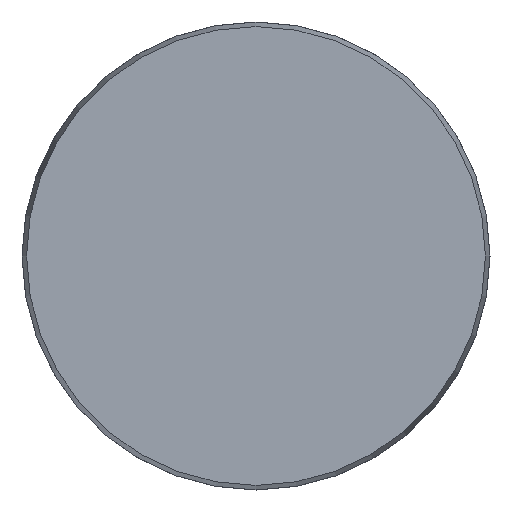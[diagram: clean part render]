
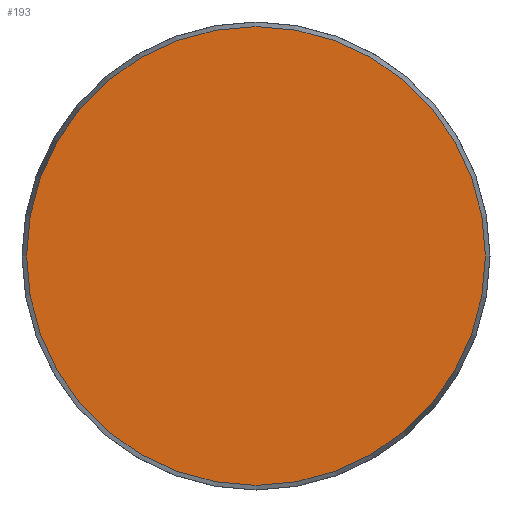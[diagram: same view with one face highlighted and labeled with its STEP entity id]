
A CAD part, front view. The second image highlights one B-rep face of the part: STEP entity #193.
In plain terms, the highlighted planar face has unit normal (0, -1, 0).
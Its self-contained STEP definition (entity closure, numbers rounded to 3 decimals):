
#42 = CIRCLE ( 'NONE', #475, 28.425 ) ;
#53 = CARTESIAN_POINT ( 'NONE',  ( 0., 0., 0. ) ) ;
#81 = FACE_OUTER_BOUND ( 'NONE', #83, .T. ) ;
#83 = EDGE_LOOP ( 'NONE', ( #95 ) ) ;
#95 = ORIENTED_EDGE ( 'NONE', *, *, #243, .T. ) ;
#97 = DIRECTION ( 'NONE',  ( 0., -1., 0. ) ) ;
#106 = CARTESIAN_POINT ( 'NONE',  ( -28.425, 0., 0. ) ) ;
#191 = PLANE ( 'NONE',  #507 ) ;
#193 = ADVANCED_FACE ( 'NONE', ( #81 ), #191, .F. ) ;
#211 = VERTEX_POINT ( 'NONE', #427 ) ;
#240 = DIRECTION ( 'NONE',  ( 0., 0., 1. ) ) ;
#243 = EDGE_CURVE ( 'NONE', #211, #211, #42, .T. ) ;
#269 = DIRECTION ( 'NONE',  ( 0., 1., 0. ) ) ;
#427 = CARTESIAN_POINT ( 'NONE',  ( 0., 0., -28.425 ) ) ;
#475 = AXIS2_PLACEMENT_3D ( 'NONE', #53, #97, #513 ) ;
#507 = AXIS2_PLACEMENT_3D ( 'NONE', #106, #269, #240 ) ;
#513 = DIRECTION ( 'NONE',  ( 0., 0., -1. ) ) ;
